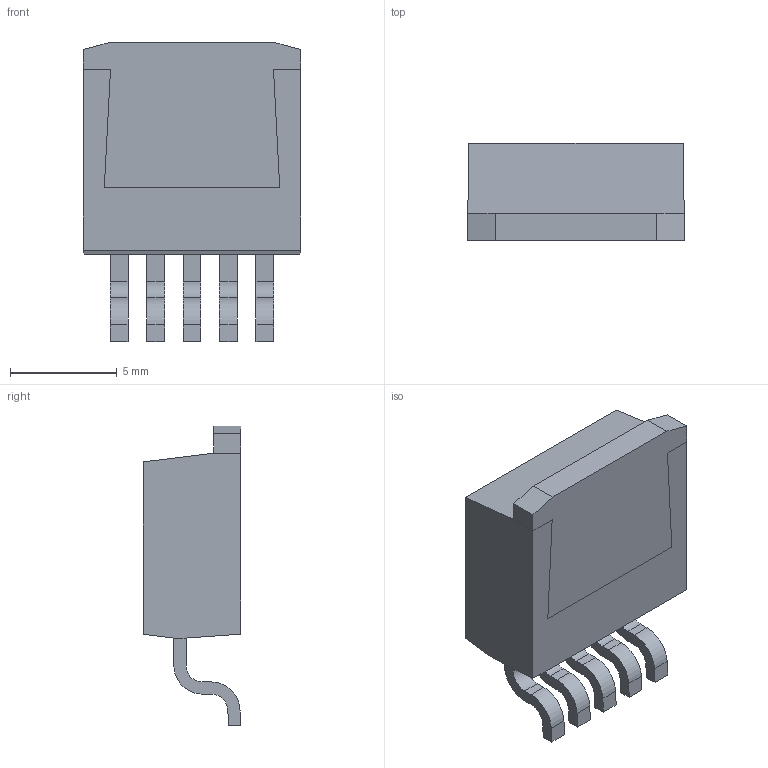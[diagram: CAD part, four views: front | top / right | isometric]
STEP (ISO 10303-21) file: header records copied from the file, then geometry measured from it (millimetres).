
FILE_DESCRIPTION (( 'STEP AP214' ), '1' );
FILE_NAME ('User Library-TO-263-5.STEP', '2012-05-15T20:47:29', ( 'SysAdmin' ), ( 'SolidWorks' ), 'SwSTEP 2.0', 'SolidWorks 2012', '' );
FILE_SCHEMA (( 'AUTOMOTIVE_DESIGN' ));
Length unit declared in the file: millimetre
Products named in the file (4): User Library-TO-263-5; User Library-TO-263-5_TO-263-5_Marking_1; User Library-TO-263-5_TO-263-5_Leads_1; User Library-TO-263-5_TO-263-5_Body_1
Assembly tree (3 placements, depth 2):
  User Library-TO-263-5
    User Library-TO-263-5_TO-263-5_Body_1
    User Library-TO-263-5_TO-263-5_Leads_1
    User Library-TO-263-5_TO-263-5_Marking_1
Bounding box: 10.16 x 4.56 x 14.01 mm (x, y, z)
Volume: 433.9 mm3; surface area: 685.7 mm2
Topology: 10 solids, 10 shells, 235 faces, 640 edges, 426 vertices
Faces by surface type: plane 118, bspline 97, cylinder 20
Entity records: 8971 total; most frequent: CARTESIAN_POINT 2180, ORIENTED_EDGE 1280, DIRECTION 774, EDGE_CURVE 640, VERTEX_POINT 426, VECTOR 406, LINE 406, EDGE_LOOP 240
